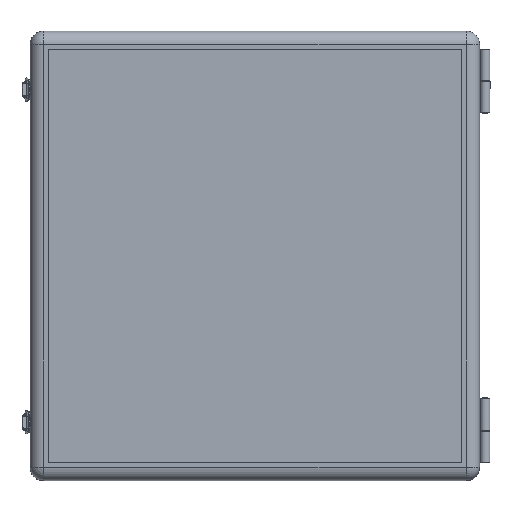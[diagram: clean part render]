
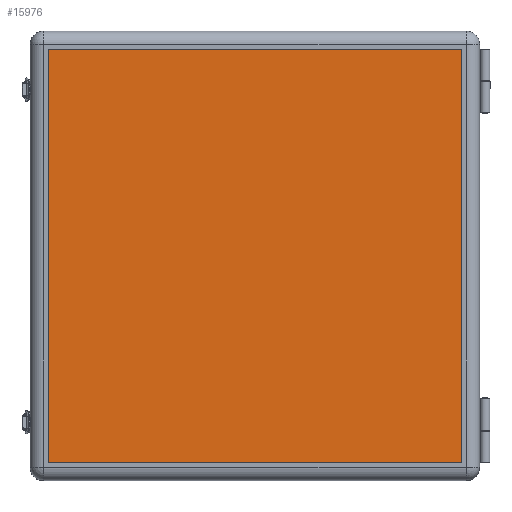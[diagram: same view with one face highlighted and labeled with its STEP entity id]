
A CAD part, top view. The second image highlights one B-rep face of the part: STEP entity #15976.
In plain terms, the highlighted face is planar.
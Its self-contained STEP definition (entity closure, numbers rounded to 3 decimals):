
#417 = CARTESIAN_POINT ( 'NONE',  ( 230., 230., 0. ) ) ;
#531 = CARTESIAN_POINT ( 'NONE',  ( 230., -230., 0. ) ) ;
#13085 = CARTESIAN_POINT ( 'NONE',  ( -230., -230., 0. ) ) ;
#13363 = CARTESIAN_POINT ( 'NONE',  ( -230., 230., 0. ) ) ;
#15976 = ADVANCED_FACE ( 'NONE', ( #46453 ), #46454, .F. ) ;
#17170 = VECTOR ( 'NONE', #18626, 1000. ) ;
#17178 = VECTOR ( 'NONE', #18638, 1000. ) ;
#17185 = VECTOR ( 'NONE', #18646, 1000. ) ;
#17189 = VECTOR ( 'NONE', #18652, 1000. ) ;
#18614 = LINE ( 'NONE', #18624, #17170 ) ;
#18624 = CARTESIAN_POINT ( 'NONE',  ( -235., -230., 0. ) ) ;
#18625 = LINE ( 'NONE', #18636, #17178 ) ;
#18626 = DIRECTION ( 'NONE',  ( 1., 0., 0. ) ) ;
#18636 = CARTESIAN_POINT ( 'NONE',  ( -235., 230., 0. ) ) ;
#18638 = DIRECTION ( 'NONE',  ( -1., 0., 0. ) ) ;
#18644 = LINE ( 'NONE', #18645, #17185 ) ;
#18645 = CARTESIAN_POINT ( 'NONE',  ( 230., -235., 0. ) ) ;
#18646 = DIRECTION ( 'NONE',  ( 0., 1., 0. ) ) ;
#18650 = LINE ( 'NONE', #18651, #17189 ) ;
#18651 = CARTESIAN_POINT ( 'NONE',  ( -230., -235., 0. ) ) ;
#18652 = DIRECTION ( 'NONE',  ( 0., -1., 0. ) ) ;
#41853 = EDGE_CURVE ( 'NONE', #69261, #53018, #18614, .T. ) ;
#41857 = EDGE_CURVE ( 'NONE', #52825, #69425, #18625, .T. ) ;
#41860 = EDGE_CURVE ( 'NONE', #53018, #52825, #18644, .T. ) ;
#41862 = EDGE_CURVE ( 'NONE', #69425, #69261, #18650, .T. ) ;
#42511 = EDGE_LOOP ( 'NONE', ( #46368, #46369, #46370, #46371 ) ) ;
#46368 = ORIENTED_EDGE ( 'NONE', *, *, #41860, .F. ) ;
#46369 = ORIENTED_EDGE ( 'NONE', *, *, #41853, .F. ) ;
#46370 = ORIENTED_EDGE ( 'NONE', *, *, #41862, .F. ) ;
#46371 = ORIENTED_EDGE ( 'NONE', *, *, #41857, .F. ) ;
#46453 = FACE_OUTER_BOUND ( 'NONE', #42511, .T. ) ;
#46454 = PLANE ( 'NONE',  #60277 ) ;
#46457 = CARTESIAN_POINT ( 'NONE',  ( -235., -235., 0. ) ) ;
#46458 = DIRECTION ( 'NONE',  ( 0., 0., 1. ) ) ;
#46459 = DIRECTION ( 'NONE',  ( 1., 0., 0. ) ) ;
#52825 = VERTEX_POINT ( 'NONE', #417 ) ;
#53018 = VERTEX_POINT ( 'NONE', #531 ) ;
#60277 = AXIS2_PLACEMENT_3D ( 'NONE', #46457, #46458, #46459 ) ;
#69261 = VERTEX_POINT ( 'NONE', #13085 ) ;
#69425 = VERTEX_POINT ( 'NONE', #13363 ) ;
